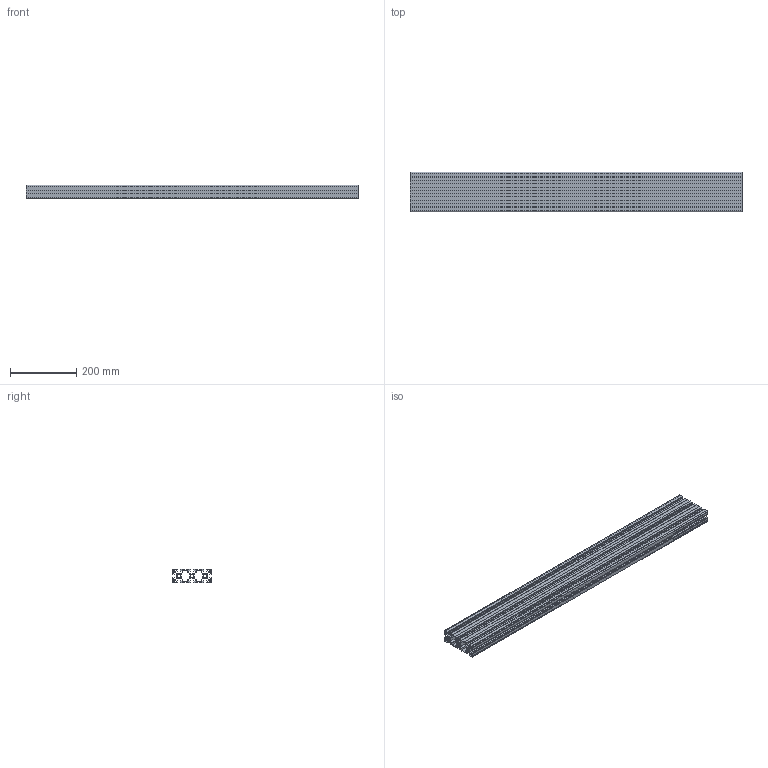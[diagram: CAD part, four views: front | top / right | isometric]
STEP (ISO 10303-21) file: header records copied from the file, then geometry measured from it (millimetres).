
FILE_DESCRIPTION(('STEP AP214'),'1');
FILE_NAME('cctmp_0AEA306E-9333-45E6-95C1-CE7D38B771AC_2020_1_20_9_51_35_356..stp','2020-01-20T08:51:35',('Bosch Rexroth AG'),('CADClick - www.CADClick.com'),'Spatial InterOp 3D',' ','unknown authorization - (Healing Option Enabled)');
FILE_SCHEMA(('AUTOMOTIVE_DESIGN'));
Length unit declared in the file: millimetre
Products named in the file (1): 2020_01_20__09-51-35-356
Bounding box: 1000 x 120 x 40 mm (x, y, z)
Volume: 1408107.2 mm3; surface area: 1159186.5 mm2
Topology: 1 solids, 1 shells, 270 faces, 804 edges, 536 vertices
Faces by surface type: plane 246, cylinder 24
Entity records: 11136 total; most frequent: CARTESIAN_POINT 1611, ORIENTED_EDGE 1608, DIRECTION 1394, EDGE_CURVE 804, LINE 756, VECTOR 756, VERTEX_POINT 536, AXIS2_PLACEMENT_3D 319
